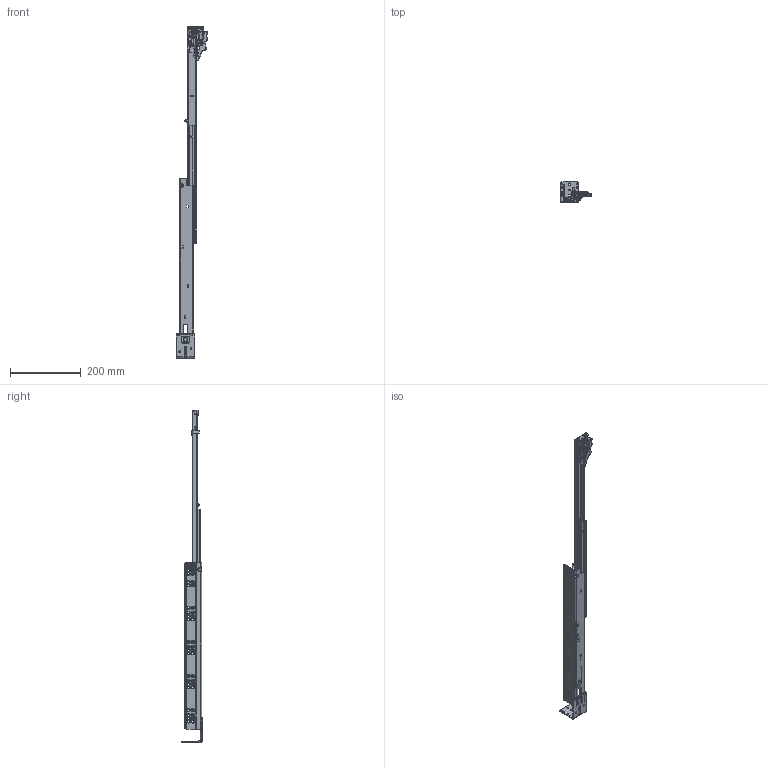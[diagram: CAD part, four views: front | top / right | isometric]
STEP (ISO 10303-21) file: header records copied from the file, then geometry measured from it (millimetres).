
FILE_DESCRIPTION (( 'STEP AP214' ), '1' );
FILE_NAME ('FR_3001.18inch_max_open_left.STEP', '2022-10-31T12:21:48', ( '' ), ( '' ), 'SwSTEP 2.0', 'SolidWorks 2020', '' );
FILE_SCHEMA (( 'AUTOMOTIVE_DESIGN' ));
Length unit declared in the file: millimetre
Products named in the file (30): FR 3XXX ECD LATCH PIVOT LEFT; FR 3XXX L_R ADJUSTMENT THREAD; FR 3XXX METAL PLATE LEFT; FR 3001.18-02.C047; FR 3XXX LOCATING BLOCK LEFT; FR 3001 REAR BRACKET; FR 3XXX SLIDER LEFT; FR 3XXX HOUSING SCREW; FR 3001.18-01.C047; FR 3XXX.XXX-04; FR 3XXX PLASTIC HOUSING LEFT; FR 3XXX ECD SHORT SPRING LEFT; FR 3XXX ECD DAMPER CYLINDER; FR 3001.18-03.C047; 3001.XXX-03.C047_NL  18; FR 3XXX ECD PIN; FR 3XXX END CAP; 3001.XXX-01.C047_NL  18 OPEN; FR 3XXX HANDLE SCREW; FR_3001.18inch_max_open_left; FR 3XXX ECD LATCH LEFT; FR 3XXX CLOSE ADJUSTMENT LEFT; FR 3XXX ECD LEFT_ECD LEFT OPEN; FR 3XXX LOCKING HANDLE LEFT; 3001.XXX-02.C047_NL 18; FR 3XXX ECD DAMPER ROD; FR 3XXX THUMBWHEEL; FR 3XXX ECD HOUSING LEFT; FR 3XXX ECD LONG SPRING; FR 3XXX HOOK
Assembly tree (32 placements, depth 4):
  FR_3001.18inch_max_open_left
    3001.XXX-01.C047_NL  18 OPEN
      FR 3001.18-01.C047
      FR 3XXX ECD LEFT_ECD LEFT OPEN
        FR 3XXX ECD HOUSING LEFT
        FR 3XXX ECD SHORT SPRING LEFT
        FR 3XXX ECD LONG SPRING
        FR 3XXX ECD DAMPER CYLINDER
        FR 3XXX ECD DAMPER ROD
        FR 3XXX ECD LATCH PIVOT LEFT
        FR 3XXX ECD LATCH LEFT
    3001.XXX-02.C047_NL 18
      FR 3001.18-02.C047
    3001.XXX-03.C047_NL  18
      FR 3XXX END CAP
      FR 3001.18-03.C047
      FR 3XXX ECD PIN
      FR 3XXX HOOK
    FR 3XXX.XXX-04
      FR 3XXX METAL PLATE LEFT
      FR 3XXX PLASTIC HOUSING LEFT
      FR 3XXX SLIDER LEFT
      FR 3XXX L_R ADJUSTMENT THREAD
      FR 3XXX HANDLE SCREW
      FR 3XXX CLOSE ADJUSTMENT LEFT
      FR 3XXX LOCATING BLOCK LEFT
      FR 3XXX LOCKING HANDLE LEFT
      FR 3XXX THUMBWHEEL  x2
      FR 3XXX HOUSING SCREW  x3
    FR 3001 REAR BRACKET
Bounding box: 89.06 x 57 x 936.2 mm (x, y, z)
Volume: 189040.7 mm3; surface area: 257510.8 mm2
Topology: 27 solids, 27 shells, 4833 faces, 12237 edges, 7284 vertices
Faces by surface type: cylinder 1813, plane 1542, torus 840, cone 244, bspline 230, sphere 164
Entity records: 144565 total; most frequent: CARTESIAN_POINT 37339, DIRECTION 23079, ORIENTED_EDGE 22142, EDGE_CURVE 11071, AXIS2_PLACEMENT_3D 8637, VERTEX_POINT 6717, LINE 5805, VECTOR 5805
